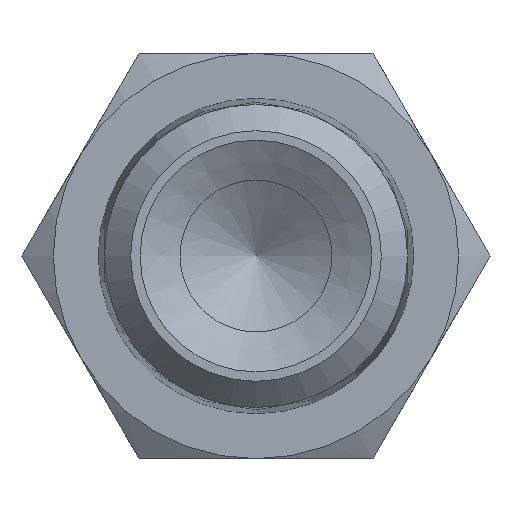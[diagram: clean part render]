
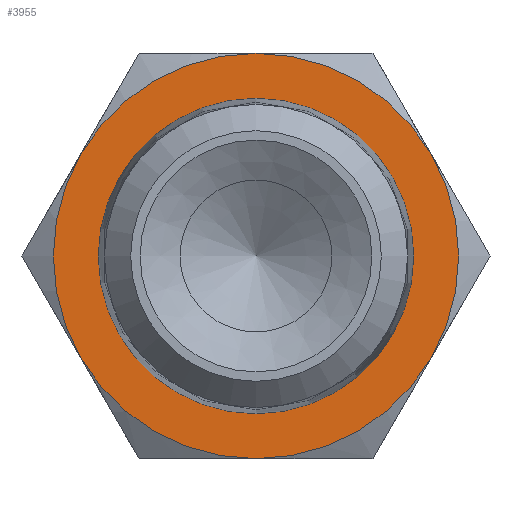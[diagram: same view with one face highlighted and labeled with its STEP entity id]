
A CAD part, left-side view. The second image highlights one B-rep face of the part: STEP entity #3955.
In plain terms, the highlighted planar face has unit normal (-1, 0, 0).
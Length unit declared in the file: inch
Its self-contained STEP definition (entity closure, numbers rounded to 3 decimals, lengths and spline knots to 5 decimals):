
#2944=CARTESIAN_POINT('',(-1.755,0.,0.4375));
#2945=VERTEX_POINT('',#2944);
#3279=CARTESIAN_POINT('',(-1.755,0.,0.3405));
#3280=VERTEX_POINT('',#3279);
#3281=CARTESIAN_POINT('',(-1.755,0.,0.));
#3282=DIRECTION('',(-1.0,0.0,0.0));
#3283=DIRECTION('',(0.0,0.0,-1.0));
#3284=AXIS2_PLACEMENT_3D('',#3281,#3282,#3283);
#3285=CIRCLE('',#3284,0.3405);
#3286=EDGE_CURVE('',#3280,#3280,#3285,.T.);
#3589=CARTESIAN_POINT('',(-1.755,0.37889,0.21875));
#3590=VERTEX_POINT('',#3589);
#3604=CARTESIAN_POINT('',(-1.755,0.0,0.0));
#3605=DIRECTION('',(-1.0,0.0,0.0));
#3606=DIRECTION('',(0.0,1.0,0.0));
#3607=AXIS2_PLACEMENT_3D('',#3604,#3605,#3606);
#3608=CIRCLE('',#3607,0.4375);
#3609=EDGE_CURVE('',#2945,#3590,#3608,.T.);
#3619=CARTESIAN_POINT('',(-1.755,-0.37889,0.21875));
#3620=VERTEX_POINT('',#3619);
#3635=CARTESIAN_POINT('',(-1.755,0.0,0.0));
#3636=DIRECTION('',(-1.0,0.0,0.0));
#3637=DIRECTION('',(0.0,1.0,0.0));
#3638=AXIS2_PLACEMENT_3D('',#3635,#3636,#3637);
#3639=CIRCLE('',#3638,0.4375);
#3640=EDGE_CURVE('',#3620,#2945,#3639,.T.);
#3652=CARTESIAN_POINT('',(-1.755,-0.37889,-0.21875));
#3653=VERTEX_POINT('',#3652);
#3680=CARTESIAN_POINT('',(-1.755,0.0,0.0));
#3681=DIRECTION('',(-1.0,0.0,0.0));
#3682=DIRECTION('',(0.0,1.0,0.0));
#3683=AXIS2_PLACEMENT_3D('',#3680,#3681,#3682);
#3684=CIRCLE('',#3683,0.4375);
#3685=EDGE_CURVE('',#3653,#3620,#3684,.T.);
#3710=CARTESIAN_POINT('',(-1.755,0.0,-0.4375));
#3711=VERTEX_POINT('',#3710);
#3712=CARTESIAN_POINT('',(-1.755,0.0,0.0));
#3713=DIRECTION('',(-1.0,0.0,0.0));
#3714=DIRECTION('',(0.0,1.0,0.0));
#3715=AXIS2_PLACEMENT_3D('',#3712,#3713,#3714);
#3716=CIRCLE('',#3715,0.4375);
#3717=EDGE_CURVE('',#3711,#3653,#3716,.T.);
#3755=CARTESIAN_POINT('',(-1.755,0.37889,-0.21875));
#3756=VERTEX_POINT('',#3755);
#3757=CARTESIAN_POINT('',(-1.755,0.0,0.0));
#3758=DIRECTION('',(-1.0,0.0,0.0));
#3759=DIRECTION('',(0.0,1.0,0.0));
#3760=AXIS2_PLACEMENT_3D('',#3757,#3758,#3759);
#3761=CIRCLE('',#3760,0.4375);
#3762=EDGE_CURVE('',#3756,#3711,#3761,.T.);
#3800=CARTESIAN_POINT('',(-1.755,0.0,0.0));
#3801=DIRECTION('',(-1.0,0.0,0.0));
#3802=DIRECTION('',(0.0,1.0,0.0));
#3803=AXIS2_PLACEMENT_3D('',#3800,#3801,#3802);
#3804=CIRCLE('',#3803,0.4375);
#3805=EDGE_CURVE('',#3590,#3756,#3804,.T.);
#3939=CARTESIAN_POINT('',(-1.755,0.,0.));
#3940=DIRECTION('',(1.0,0.0,0.0));
#3941=DIRECTION('',(0.0,0.0,-1.0));
#3942=AXIS2_PLACEMENT_3D('',#3939,#3940,#3941);
#3943=PLANE('',#3942);
#3944=ORIENTED_EDGE('',*,*,#3805,.T.);
#3945=ORIENTED_EDGE('',*,*,#3762,.T.);
#3946=ORIENTED_EDGE('',*,*,#3717,.T.);
#3947=ORIENTED_EDGE('',*,*,#3685,.T.);
#3948=ORIENTED_EDGE('',*,*,#3640,.T.);
#3949=ORIENTED_EDGE('',*,*,#3609,.T.);
#3950=EDGE_LOOP('',(#3944,#3945,#3946,#3947,#3948,#3949));
#3951=FACE_OUTER_BOUND('',#3950,.T.);
#3952=ORIENTED_EDGE('',*,*,#3286,.F.);
#3953=EDGE_LOOP('',(#3952));
#3954=FACE_BOUND('',#3953,.T.);
#3955=ADVANCED_FACE('',(#3951,#3954),#3943,.F.);
